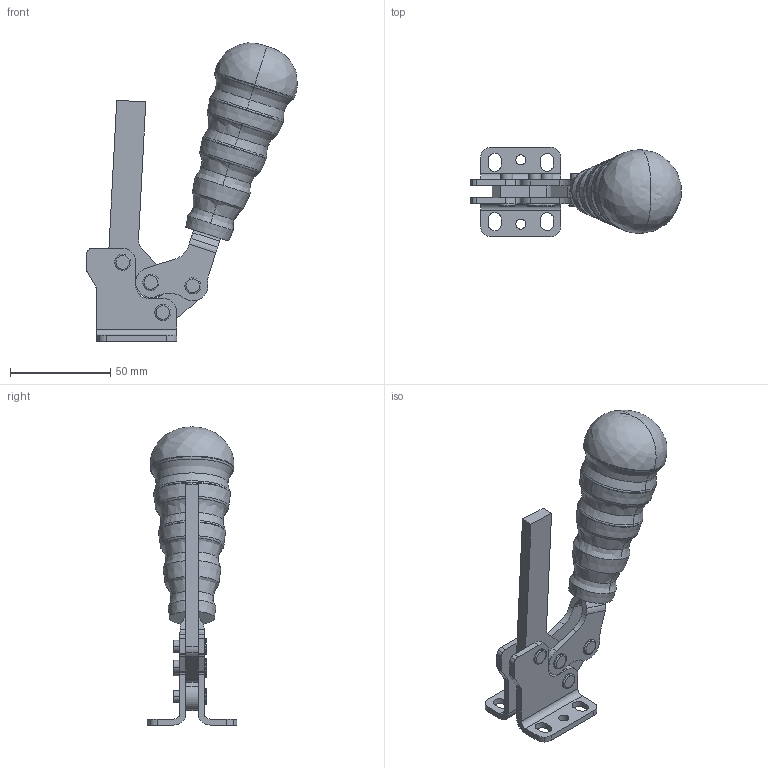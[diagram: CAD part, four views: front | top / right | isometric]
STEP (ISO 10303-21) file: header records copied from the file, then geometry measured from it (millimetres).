
FILE_DESCRIPTION((''),'2;1');
FILE_NAME('133F.0-opened.stp','2005-09-27T17:03:43',('Kysilko'),(''),'Autodesk Inventor 8','Autodesk Inventor 8','');
FILE_SCHEMA(('AUTOMOTIVE_DESIGN { 1 0 10303 214 1 1 1 1 }'));
Length unit declared in the file: millimetre
Products named in the file (1): Part45
Bounding box: 105.07 x 44.5 x 148.64 mm (x, y, z)
Volume: 106552.6 mm3; surface area: 29787.8 mm2
Topology: 1 solids, 6 shells, 858 faces, 2347 edges, 1360 vertices
Faces by surface type: plane 343, cone 306, bspline 104, cylinder 83, torus 22
Entity records: 28249 total; most frequent: CARTESIAN_POINT 7585, ORIENTED_EDGE 4676, DIRECTION 4263, EDGE_CURVE 2338, AXIS2_PLACEMENT_3D 1746, VERTEX_POINT 1360, EDGE_LOOP 1036, CIRCLE 991
